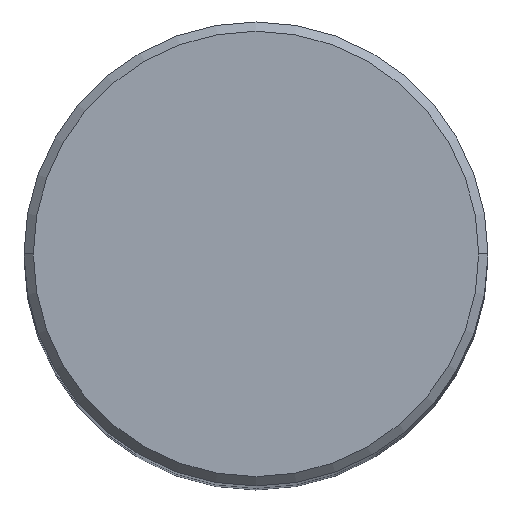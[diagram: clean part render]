
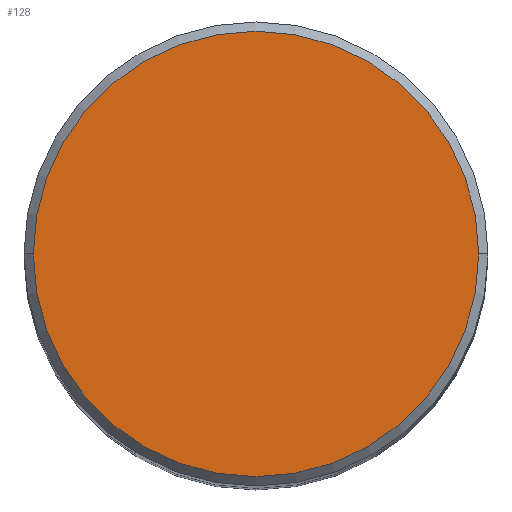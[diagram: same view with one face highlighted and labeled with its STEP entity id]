
A CAD part, top view. The second image highlights one B-rep face of the part: STEP entity #128.
In plain terms, the highlighted planar face has unit normal (0, 0, 1).
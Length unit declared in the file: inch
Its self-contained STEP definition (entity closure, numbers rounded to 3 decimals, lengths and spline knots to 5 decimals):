
#7 = CIRCLE ( 'NONE', #327, 0.48 ) ;
#8 = CARTESIAN_POINT ( 'NONE',  ( 0., 0., 0. ) ) ;
#18 = VERTEX_POINT ( 'NONE', #324 ) ;
#29 = DIRECTION ( 'NONE',  ( 1., 0., 0. ) ) ;
#61 = EDGE_CURVE ( 'NONE', #18, #218, #185, .T. ) ;
#69 = ORIENTED_EDGE ( 'NONE', *, *, #109, .T. ) ;
#74 = DIRECTION ( 'NONE',  ( 0., 0., -1. ) ) ;
#93 = AXIS2_PLACEMENT_3D ( 'NONE', #98, #74, #183 ) ;
#98 = CARTESIAN_POINT ( 'NONE',  ( 0., 0.48, 0. ) ) ;
#109 = EDGE_CURVE ( 'NONE', #218, #18, #7, .T. ) ;
#120 = DIRECTION ( 'NONE',  ( 1., 0., 0. ) ) ;
#122 = FACE_OUTER_BOUND ( 'NONE', #224, .T. ) ;
#128 = ADVANCED_FACE ( 'NONE', ( #122 ), #213, .F. ) ;
#183 = DIRECTION ( 'NONE',  ( -1., 0., 0. ) ) ;
#185 = CIRCLE ( 'NONE', #281, 0.48 ) ;
#197 = CARTESIAN_POINT ( 'NONE',  ( 0.48, 0., 0. ) ) ;
#202 = DIRECTION ( 'NONE',  ( 0., 0., 1. ) ) ;
#207 = DIRECTION ( 'NONE',  ( 0., 0., 1. ) ) ;
#213 = PLANE ( 'NONE',  #93 ) ;
#218 = VERTEX_POINT ( 'NONE', #197 ) ;
#224 = EDGE_LOOP ( 'NONE', ( #310, #69 ) ) ;
#256 = CARTESIAN_POINT ( 'NONE',  ( 0., 0., 0. ) ) ;
#281 = AXIS2_PLACEMENT_3D ( 'NONE', #256, #202, #29 ) ;
#310 = ORIENTED_EDGE ( 'NONE', *, *, #61, .T. ) ;
#324 = CARTESIAN_POINT ( 'NONE',  ( -0.48, 0., 0. ) ) ;
#327 = AXIS2_PLACEMENT_3D ( 'NONE', #8, #207, #120 ) ;
